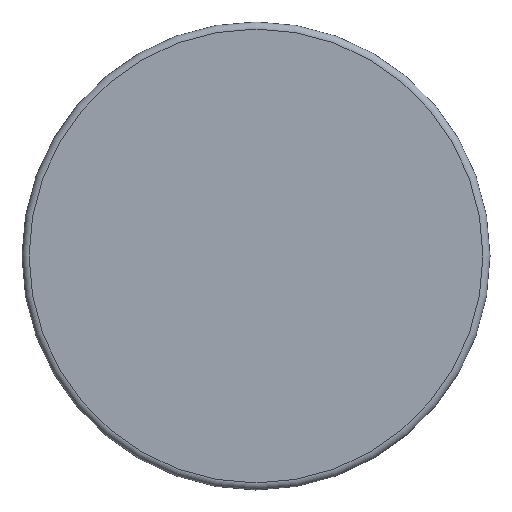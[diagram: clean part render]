
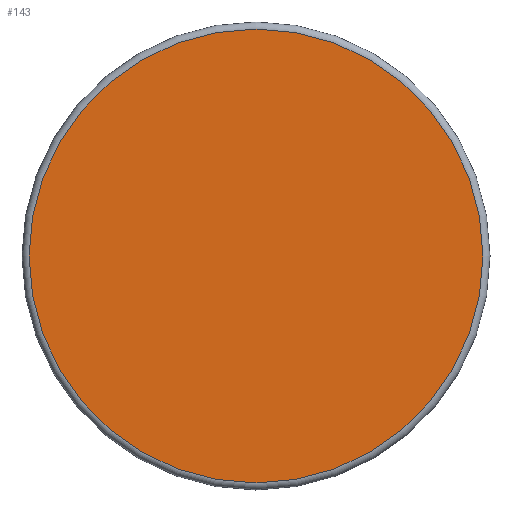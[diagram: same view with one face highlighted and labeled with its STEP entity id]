
A CAD part, front view. The second image highlights one B-rep face of the part: STEP entity #143.
In plain terms, the highlighted planar face has unit normal (0, -1, 0).
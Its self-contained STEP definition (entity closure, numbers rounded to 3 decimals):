
#19=PLANE('',#181);
#37=FACE_OUTER_BOUND('',#49,.T.);
#49=EDGE_LOOP('',(#127));
#65=CIRCLE('',#180,16.);
#77=VERTEX_POINT('',#272);
#94=EDGE_CURVE('',#77,#77,#65,.T.);
#127=ORIENTED_EDGE('',*,*,#94,.F.);
#143=ADVANCED_FACE('',(#37),#19,.F.);
#180=AXIS2_PLACEMENT_3D('',#274,#229,#230);
#181=AXIS2_PLACEMENT_3D('',#275,#231,#232);
#229=DIRECTION('center_axis',(0.,1.,0.));
#230=DIRECTION('ref_axis',(1.,0.,0.));
#231=DIRECTION('center_axis',(0.,1.,0.));
#232=DIRECTION('ref_axis',(1.,0.,0.));
#272=CARTESIAN_POINT('',(0.,0.,-16.));
#274=CARTESIAN_POINT('Origin',(0.,0.,0.));
#275=CARTESIAN_POINT('Origin',(0.,0.,0.));
